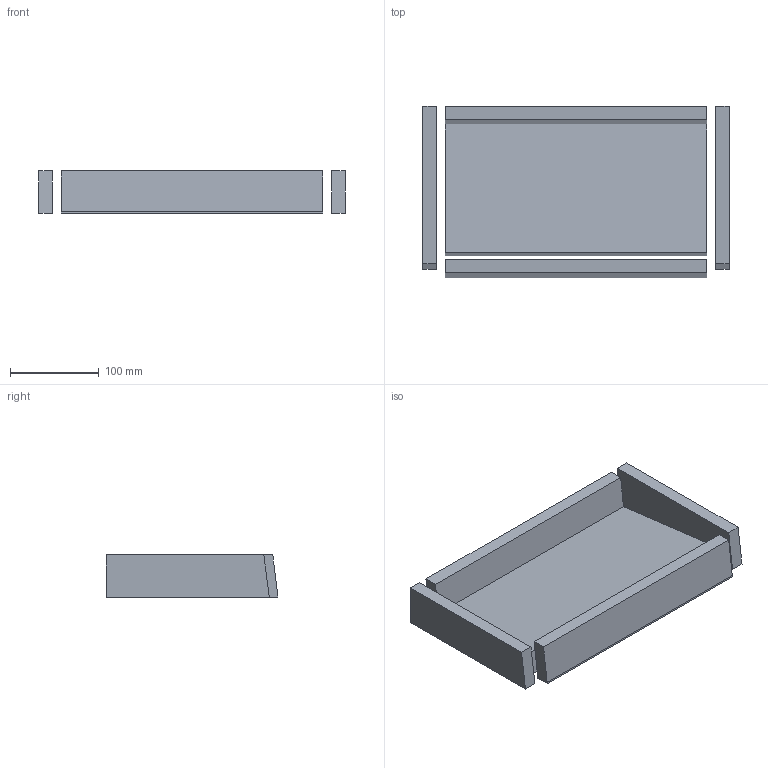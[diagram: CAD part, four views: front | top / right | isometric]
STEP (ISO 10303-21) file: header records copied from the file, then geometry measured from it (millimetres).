
FILE_DESCRIPTION(/* description */ (''),/* implementation_level */ '2;1');
FILE_NAME(/* name */ 'Concrete Minivan outerforms v2.step',/* time_stamp */ '2022-06-12T15:59:58-07:00',/* author */ (''),/* organization */ (''),/* preprocessor_version */ 'ST-DEVELOPER v19',/* originating_system */ 'Autodesk Translation Framework v11.7.0.108',/* authorisation */ '');
FILE_SCHEMA (('AUTOMOTIVE_DESIGN { 1 0 10303 214 3 1 1 }'));
Length unit declared in the file: millimetre
Products named in the file (1): Concrete Minivan outerforms
Bounding box: 345 x 193.7 x 47.76 mm (x, y, z)
Volume: 1504318.8 mm3; surface area: 222979.1 mm2
Topology: 4 solids, 4 shells, 29 faces, 65 edges, 44 vertices
Faces by surface type: plane 29
Entity records: 825 total; most frequent: CARTESIAN_POINT 139, ORIENTED_EDGE 130, DIRECTION 125, LINE 65, VECTOR 65, EDGE_CURVE 65, VERTEX_POINT 44, AXIS2_PLACEMENT_3D 30
